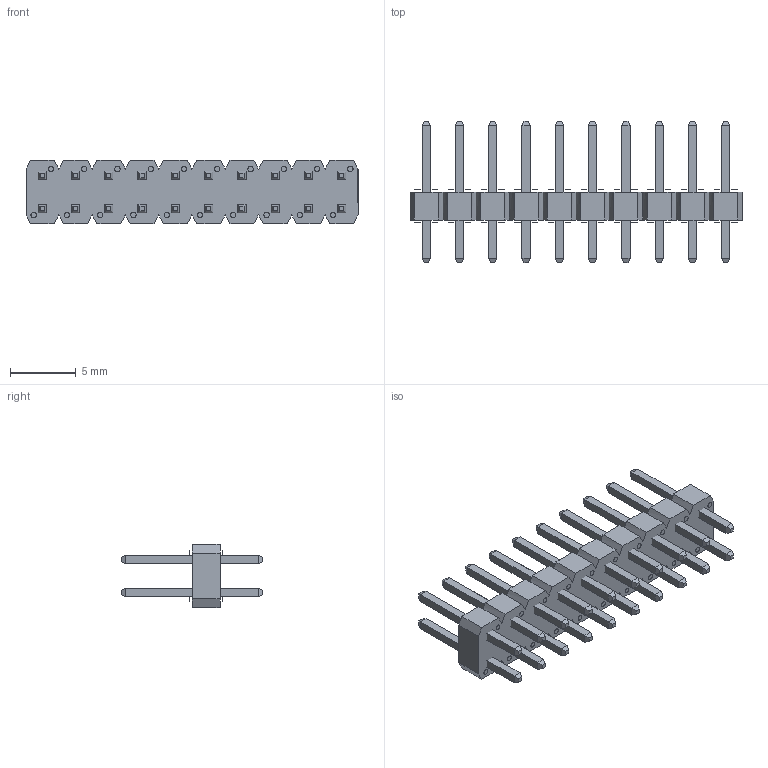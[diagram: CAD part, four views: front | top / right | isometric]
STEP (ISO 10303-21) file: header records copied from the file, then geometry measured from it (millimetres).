
FILE_DESCRIPTION (( 'STEP AP214' ), '1' );
FILE_NAME ('67996-X20.STEP', '2018-09-24T21:09:18', ( '' ), ( '' ), 'SwSTEP 2.0', 'SolidWorks 2015', '' );
FILE_SCHEMA (( 'AUTOMOTIVE_DESIGN' ));
Length unit declared in the file: inch
Products named in the file (1): 67996-X20
Bounding box: 25.34 x 10.79 x 4.83 mm (x, y, z)
Surface area: 945.2 mm2 (no closed solid volume)
Topology: 0 solids, 61 shells, 384 faces, 826 edges, 524 vertices
Faces by surface type: plane 384
Entity records: 19363 total; most frequent: CARTESIAN_POINT 9838, ORIENTED_EDGE 1572, DIRECTION 1455, EDGE_CURVE 826, VECTOR 685, LINE 685, VERTEX_POINT 524, AXIS2_PLACEMENT_3D 385
